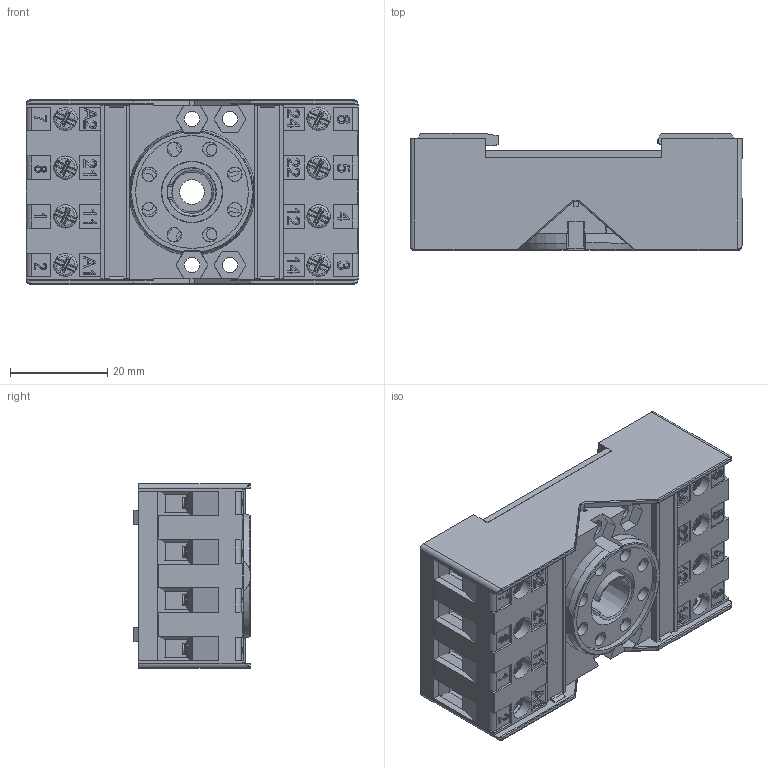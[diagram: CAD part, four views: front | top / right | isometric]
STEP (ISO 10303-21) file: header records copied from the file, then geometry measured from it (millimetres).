
FILE_DESCRIPTION((''),'2;1');
FILE_NAME('PZ8.stp','2015-07-27T14:08:41',('CAD Station'),(''),'Autodesk Inventor 2013','Autodesk Inventor 2013','');
FILE_SCHEMA(('CONFIG_CONTROL_DESIGN'));
Length unit declared in the file: millimetre
Products named in the file (5): PZ8; GZT4-0015 - Wkr�t krzy�owy M3x8; PZ8-0016-Pokrywa; PZ8-0020-Podstawa_gniazda_Ustawienia domy�lne; Plytka _opisowa
Assembly tree (12 placements, depth 2):
  PZ8
    GZT4-0015 - Wkr�t krzy�owy M3x8  x8
    PZ8-0016-Pokrywa
    PZ8-0020-Podstawa_gniazda_Ustawienia domy�lne
    Plytka _opisowa  x2
Bounding box: 68.2 x 24 x 38 mm (x, y, z)
Volume: 26944.9 mm3; surface area: 31333.7 mm2
Topology: 12 solids, 12 shells, 1965 faces, 5046 edges, 3143 vertices
Faces by surface type: plane 1004, cylinder 393, bspline 338, torus 94, sphere 72, cone 64
Full cylindrical faces by diameter (mm): 2.2 x8, 2.5 x8, 2.9 x8, 3 x16, 3.2 x8, 4 x8, 4.8 x8, 5.1 x1, 5.3 x1, 9.5 x1, 23.2 x1, 25 x1
Entity records: 49670 total; most frequent: CARTESIAN_POINT 17750, ORIENTED_EDGE 6924, DIRECTION 5740, EDGE_CURVE 3462, VECTOR 2542, LINE 2542, VERTEX_POINT 2290, AXIS2_PLACEMENT_3D 1599
